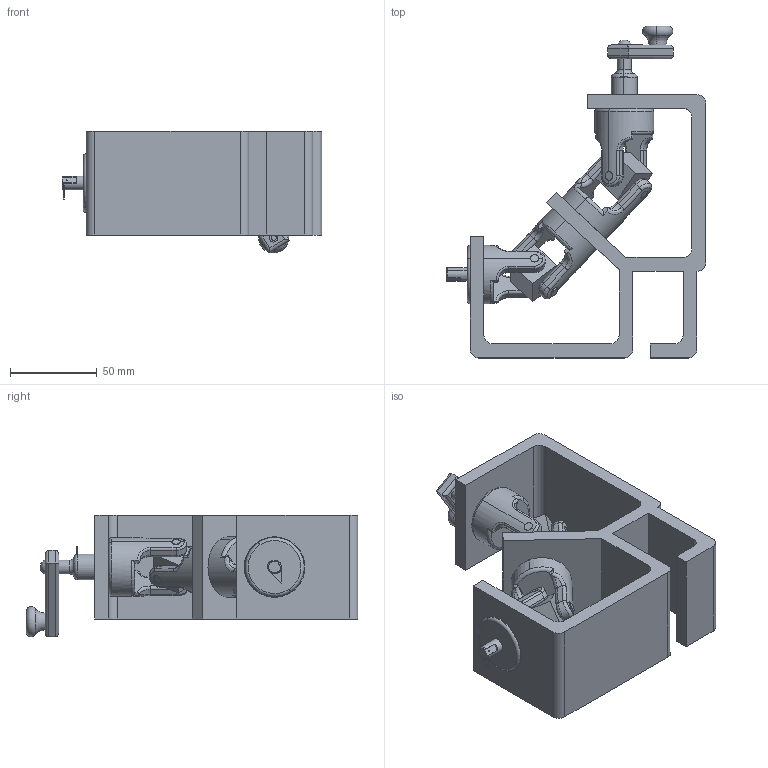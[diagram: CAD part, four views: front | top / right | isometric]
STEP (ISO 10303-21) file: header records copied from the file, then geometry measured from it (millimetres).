
FILE_DESCRIPTION (( 'STEP AP214' ), '1' );
FILE_NAME ('double cardan joint.STEP', '2022-02-12T04:51:48', ( '' ), ( '' ), 'SwSTEP 2.0', 'SolidWorks 2019', '' );
FILE_SCHEMA (( 'AUTOMOTIVE_DESIGN' ));
Length unit declared in the file: millimetre
Products named in the file (10): yoke male2; spider; crank shaft; crank knob; rocker arm; yoke female; double cardan joint; yoke male 2; bracket; Pin
Assembly tree (11 placements, depth 2):
  double cardan joint
    bracket
    crank shaft
    rocker arm
    spider  x2
    yoke male 2
    yoke female
    Pin  x2
    crank knob
    yoke male2
Bounding box: 149.7 x 191.67 x 70.34 mm (x, y, z)
Volume: 336872.4 mm3; surface area: 102751.1 mm2
Topology: 12 solids, 12 shells, 375 faces, 924 edges, 572 vertices
Faces by surface type: cylinder 165, plane 130, torus 53, bspline 24, cone 2, sphere 1
Entity records: 14850 total; most frequent: CARTESIAN_POINT 6264, ORIENTED_EDGE 1732, DIRECTION 1699, EDGE_CURVE 866, AXIS2_PLACEMENT_3D 664, VERTEX_POINT 539, EDGE_LOOP 383, LINE 371
